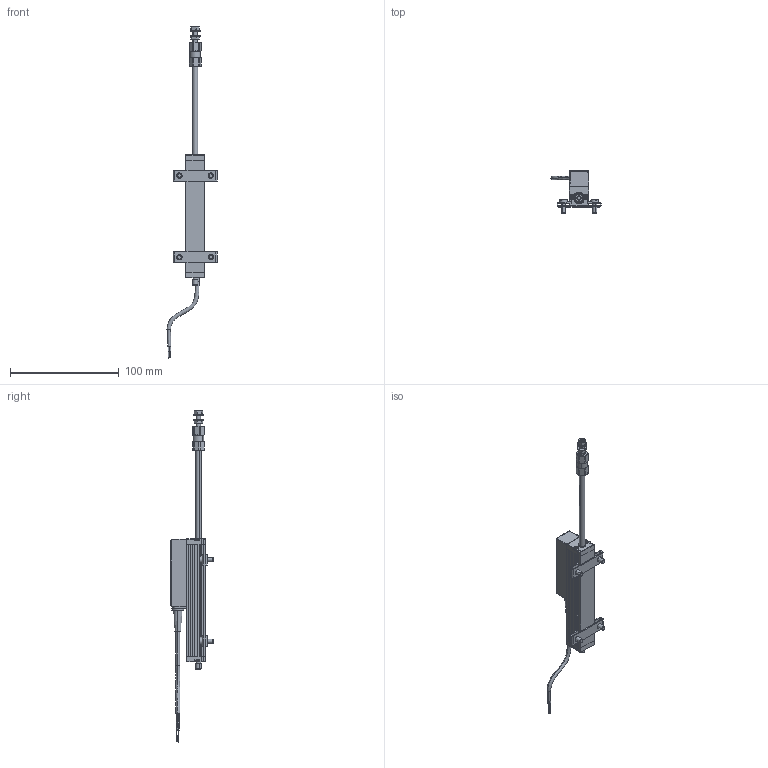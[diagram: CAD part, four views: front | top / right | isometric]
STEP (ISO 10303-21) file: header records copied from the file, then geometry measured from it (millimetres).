
FILE_DESCRIPTION (( 'STEP AP214' ), '1' );
FILE_NAME ('LS1-0075-001-cable-extend.step', '2012-06-15T05:43:20', ( 'dummy' ), ( '' ), 'SwSTEP 2.0', 'SolidWorks 2011', '' );
FILE_SCHEMA (( 'AUTOMOTIVE_DESIGN' ));
Length unit declared in the file: millimetre
Products named in the file (1): LS1-0075-001-cable-extend
Bounding box: 45.92 x 38.78 x 304.89 mm (x, y, z)
Surface area: 24662.8 mm2 (no closed solid volume)
Topology: 0 solids, 73 shells, 602 faces, 2495 edges, 1936 vertices
Faces by surface type: plane 289, cylinder 201, cone 86, torus 12, sphere 8, bspline 6
Entity records: 37275 total; most frequent: CARTESIAN_POINT 10973, DIRECTION 3982, ORIENTED_EDGE 3465, EDGE_CURVE 2491, VERTEX_POINT 1936, AXIS2_PLACEMENT_3D 1338, VECTOR 1306, LINE 1306
